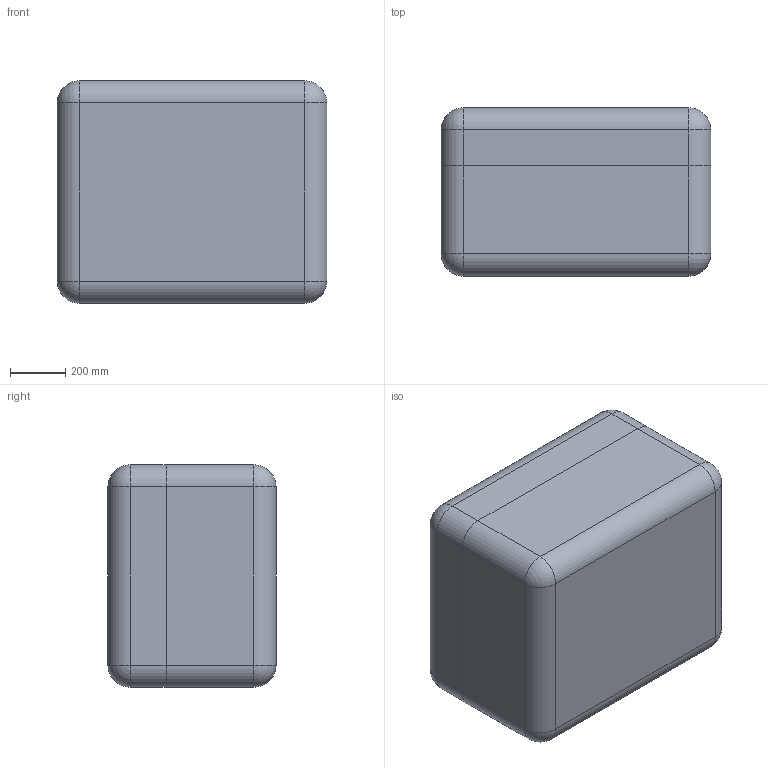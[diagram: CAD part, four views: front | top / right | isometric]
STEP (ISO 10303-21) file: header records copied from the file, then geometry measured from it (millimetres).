
FILE_DESCRIPTION (( 'STEP AP214' ), '1' );
FILE_NAME ('Òðàíñïîðòíûé êîíòåéíåð ÀÄÌÈÐÀË®ÏÐÎÔÅÑÑÈÎÍÀËÜÍÛÅ 179_óïðîùåííàÿ 3D-ìîäåëü.STEP', '2025-09-02T13:11:46', ( '' ), ( '' ), 'SwSTEP 2.0', 'SolidWorks 2021', '' );
FILE_SCHEMA (( 'AUTOMOTIVE_DESIGN' ));
Length unit declared in the file: millimetre
Products named in the file (3): Òðàíñïîðòíûé êîíòåéíåð ÀÄÌÈÐÀË®ÏÐÎÔÅÑÑÈÎÍÀËÜÍÛÅ 179_óïðîùåííàÿ 3D-ìîäåëü; Base_179(óïð)-1; Top_179(óïð)-1
Assembly tree (2 placements, depth 2):
  Òðàíñïîðòíûé êîíòåéíåð ÀÄÌÈÐÀË®ÏÐÎÔÅÑÑÈÎÍÀËÜÍÛÅ 179_óïðîùåííàÿ 3D-ìîäåëü
    Base_179(óïð)-1
    Top_179(óïð)-1
Bounding box: 975.35 x 607.76 x 803.9 mm (x, y, z)
Volume: 214159863.2 mm3; surface area: 7680152 mm2
Topology: 2 solids, 2 shells, 1731 faces, 4120 edges, 2341 vertices
Faces by surface type: cylinder 700, bspline 445, plane 271, torus 240, sphere 51, cone 24
Entity records: 66948 total; most frequent: CARTESIAN_POINT 30129, ORIENTED_EDGE 8098, DIRECTION 7408, EDGE_CURVE 4049, AXIS2_PLACEMENT_3D 3018, VERTEX_POINT 2337, EDGE_LOOP 1754, ADVANCED_FACE 1731
